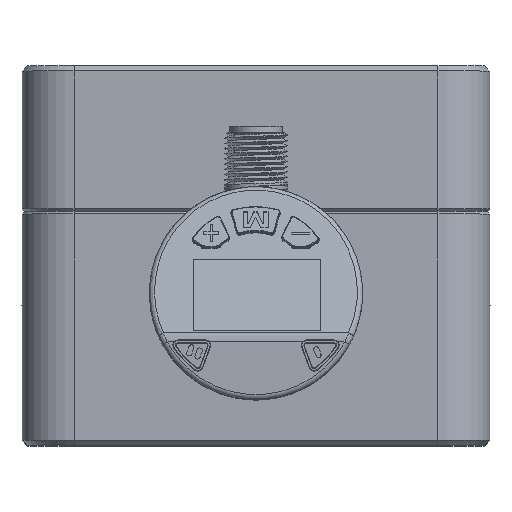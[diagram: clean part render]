
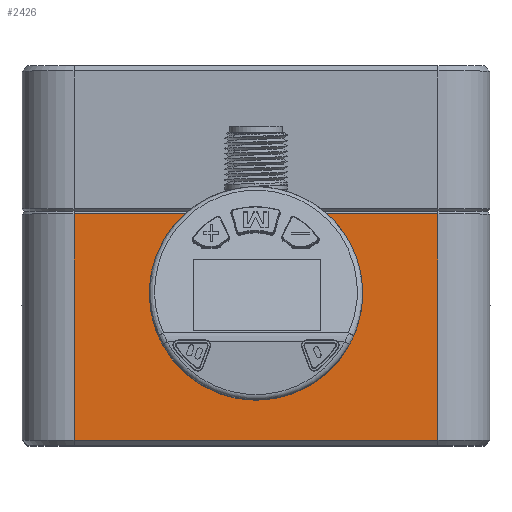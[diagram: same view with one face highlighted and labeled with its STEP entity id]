
A CAD part, top view. The second image highlights one B-rep face of the part: STEP entity #2426.
In plain terms, the highlighted planar face has unit normal (0, 0, 1).
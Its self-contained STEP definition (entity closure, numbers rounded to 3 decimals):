
#1804=FACE_BOUND('',#3614,.T.);
#1805=FACE_BOUND('',#3615,.T.);
#2211=PLANE('',#10504);
#2426=ADVANCED_FACE('',(#1804,#1805),#2211,.F.);
#3614=EDGE_LOOP('',(#5156));
#3615=EDGE_LOOP('',(#5157,#5158,#5159,#5160));
#4603=CIRCLE('',#10503,8.5);
#5156=ORIENTED_EDGE('',*,*,#8365,.T.);
#5157=ORIENTED_EDGE('',*,*,#8366,.T.);
#5158=ORIENTED_EDGE('',*,*,#8367,.T.);
#5159=ORIENTED_EDGE('',*,*,#8368,.T.);
#5160=ORIENTED_EDGE('',*,*,#8369,.T.);
#7542=VERTEX_POINT('',#15220);
#7543=VERTEX_POINT('',#15222);
#7544=VERTEX_POINT('',#15223);
#7545=VERTEX_POINT('',#15225);
#7546=VERTEX_POINT('',#15227);
#8365=EDGE_CURVE('',#7542,#7542,#4603,.T.);
#8366=EDGE_CURVE('',#7543,#7544,#9534,.T.);
#8367=EDGE_CURVE('',#7544,#7545,#9535,.T.);
#8368=EDGE_CURVE('',#7545,#7546,#9536,.T.);
#8369=EDGE_CURVE('',#7546,#7543,#9537,.T.);
#9534=LINE('',#15221,#10013);
#9535=LINE('',#15224,#10014);
#9536=LINE('',#15226,#10015);
#9537=LINE('',#15228,#10016);
#10013=VECTOR('',#11643,1.);
#10014=VECTOR('',#11644,1.);
#10015=VECTOR('',#11645,1.);
#10016=VECTOR('',#11646,1.);
#10503=AXIS2_PLACEMENT_3D('',#15219,#11641,#11642);
#10504=AXIS2_PLACEMENT_3D('',#15229,#11647,#11648);
#11641=DIRECTION('',(0.,0.,-1.));
#11642=DIRECTION('',(-1.,0.,0.));
#11643=DIRECTION('',(0.,1.,0.));
#11644=DIRECTION('',(-1.,0.,0.));
#11645=DIRECTION('',(0.,-1.,0.));
#11646=DIRECTION('',(1.,0.,0.));
#11647=DIRECTION('',(0.,0.,-1.));
#11648=DIRECTION('',(1.,0.,0.));
#15219=CARTESIAN_POINT('',(45.,29.,0.));
#15220=CARTESIAN_POINT('',(36.5,29.,0.));
#15221=CARTESIAN_POINT('',(80.,45.,0.));
#15222=CARTESIAN_POINT('',(80.,1.,0.));
#15223=CARTESIAN_POINT('',(80.,44.5,0.));
#15224=CARTESIAN_POINT('',(10.,44.5,0.));
#15225=CARTESIAN_POINT('',(10.,44.5,0.));
#15226=CARTESIAN_POINT('',(10.,45.,0.));
#15227=CARTESIAN_POINT('',(10.,1.,0.));
#15228=CARTESIAN_POINT('',(0.,1.,0.));
#15229=CARTESIAN_POINT('',(0.,45.,0.));
